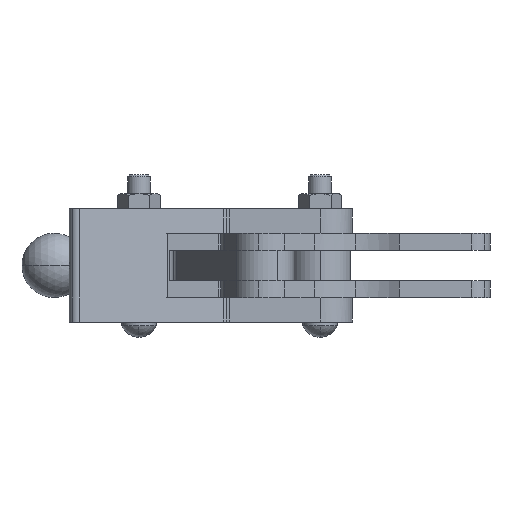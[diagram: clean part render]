
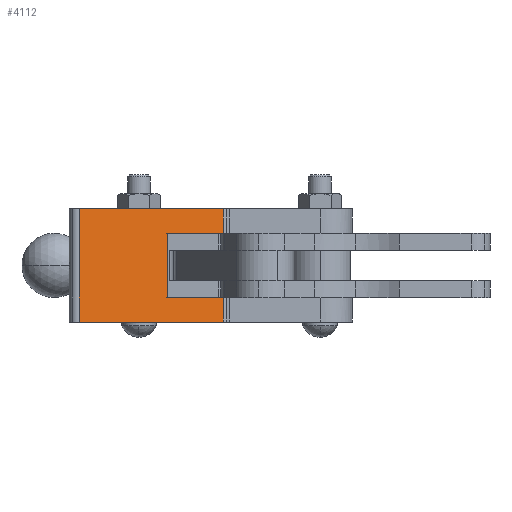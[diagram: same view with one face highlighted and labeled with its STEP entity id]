
A CAD part, left-side view. The second image highlights one B-rep face of the part: STEP entity #4112.
In plain terms, the highlighted planar face has unit normal (-0.933, -0.361, 0).
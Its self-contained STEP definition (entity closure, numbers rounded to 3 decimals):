
#4067=AXIS2_PLACEMENT_3D('Plane Axis2P3D',#4064,#4065,#4066) ;
#2800=CARTESIAN_POINT('Vertex',(-80.,54.018,-8.5)) ;
#2803=CARTESIAN_POINT('Line Origine',(-77.14,46.626,-8.5)) ;
#2807=CARTESIAN_POINT('Vertex',(-74.279,39.233,-8.5)) ;
#3308=CARTESIAN_POINT('Vertex',(-74.279,39.233,8.5)) ;
#3311=CARTESIAN_POINT('Line Origine',(-77.14,46.626,8.5)) ;
#3315=CARTESIAN_POINT('Vertex',(-80.,54.018,8.5)) ;
#4052=CARTESIAN_POINT('Line Origine',(-80.,54.018,0.)) ;
#4064=CARTESIAN_POINT('Axis2P3D Location',(-80.,54.018,0.5)) ;
#4069=CARTESIAN_POINT('Line Origine',(-74.279,39.233,11.75)) ;
#4073=CARTESIAN_POINT('Vertex',(-74.279,39.233,15.)) ;
#4076=CARTESIAN_POINT('Line Origine',(-81.64,58.256,15.)) ;
#4080=CARTESIAN_POINT('Vertex',(-89.001,77.278,15.)) ;
#4083=CARTESIAN_POINT('Line Origine',(-89.001,77.278,0.)) ;
#4087=CARTESIAN_POINT('Vertex',(-89.001,77.278,-15.)) ;
#4090=CARTESIAN_POINT('Line Origine',(-81.64,58.256,-15.)) ;
#4094=CARTESIAN_POINT('Vertex',(-74.279,39.233,-15.)) ;
#4097=CARTESIAN_POINT('Line Origine',(-74.279,39.233,-11.75)) ;
#2804=DIRECTION('Vector Direction',(-0.361,0.933,0.)) ;
#3312=DIRECTION('Vector Direction',(-0.361,0.933,0.)) ;
#4053=DIRECTION('Vector Direction',(0.,0.,1.)) ;
#4065=DIRECTION('Axis2P3D Direction',(-0.933,-0.361,0.)) ;
#4066=DIRECTION('Axis2P3D XDirection',(0.,0.,1.)) ;
#4070=DIRECTION('Vector Direction',(0.,0.,1.)) ;
#4077=DIRECTION('Vector Direction',(-0.361,0.933,0.)) ;
#4084=DIRECTION('Vector Direction',(0.,0.,1.)) ;
#4091=DIRECTION('Vector Direction',(-0.361,0.933,0.)) ;
#4098=DIRECTION('Vector Direction',(0.,0.,1.)) ;
#2805=VECTOR('Line Direction',#2804,1.) ;
#3313=VECTOR('Line Direction',#3312,1.) ;
#4054=VECTOR('Line Direction',#4053,1.) ;
#4071=VECTOR('Line Direction',#4070,1.) ;
#4078=VECTOR('Line Direction',#4077,1.) ;
#4085=VECTOR('Line Direction',#4084,1.) ;
#4092=VECTOR('Line Direction',#4091,1.) ;
#4099=VECTOR('Line Direction',#4098,1.) ;
#4103=ORIENTED_EDGE('',*,*,#4056,.T.) ;
#4104=ORIENTED_EDGE('',*,*,#3317,.F.) ;
#4105=ORIENTED_EDGE('',*,*,#4075,.T.) ;
#4106=ORIENTED_EDGE('',*,*,#4082,.T.) ;
#4107=ORIENTED_EDGE('',*,*,#4089,.F.) ;
#4108=ORIENTED_EDGE('',*,*,#4096,.F.) ;
#4109=ORIENTED_EDGE('',*,*,#4101,.T.) ;
#4110=ORIENTED_EDGE('',*,*,#2809,.T.) ;
#4112=ADVANCED_FACE('MODULSPANNER_TS_V_HD_600_00_357816',(#4111),#4068,.T.) ;
#2809=EDGE_CURVE('',#2808,#2801,#2806,.T.) ;
#3317=EDGE_CURVE('',#3309,#3316,#3314,.T.) ;
#4056=EDGE_CURVE('',#2801,#3316,#4055,.T.) ;
#4075=EDGE_CURVE('',#3309,#4074,#4072,.T.) ;
#4082=EDGE_CURVE('',#4074,#4081,#4079,.T.) ;
#4089=EDGE_CURVE('',#4088,#4081,#4086,.T.) ;
#4096=EDGE_CURVE('',#4095,#4088,#4093,.T.) ;
#4101=EDGE_CURVE('',#4095,#2808,#4100,.T.) ;
#4102=EDGE_LOOP('',(#4103,#4104,#4105,#4106,#4107,#4108,#4109,#4110)) ;
#4111=FACE_OUTER_BOUND('',#4102,.T.) ;
#2806=LINE('Line',#2803,#2805) ;
#3314=LINE('Line',#3311,#3313) ;
#4055=LINE('Line',#4052,#4054) ;
#4072=LINE('Line',#4069,#4071) ;
#4079=LINE('Line',#4076,#4078) ;
#4086=LINE('Line',#4083,#4085) ;
#4093=LINE('Line',#4090,#4092) ;
#4100=LINE('Line',#4097,#4099) ;
#4068=PLANE('Plane',#4067) ;
#2801=VERTEX_POINT('',#2800) ;
#2808=VERTEX_POINT('',#2807) ;
#3309=VERTEX_POINT('',#3308) ;
#3316=VERTEX_POINT('',#3315) ;
#4074=VERTEX_POINT('',#4073) ;
#4081=VERTEX_POINT('',#4080) ;
#4088=VERTEX_POINT('',#4087) ;
#4095=VERTEX_POINT('',#4094) ;
